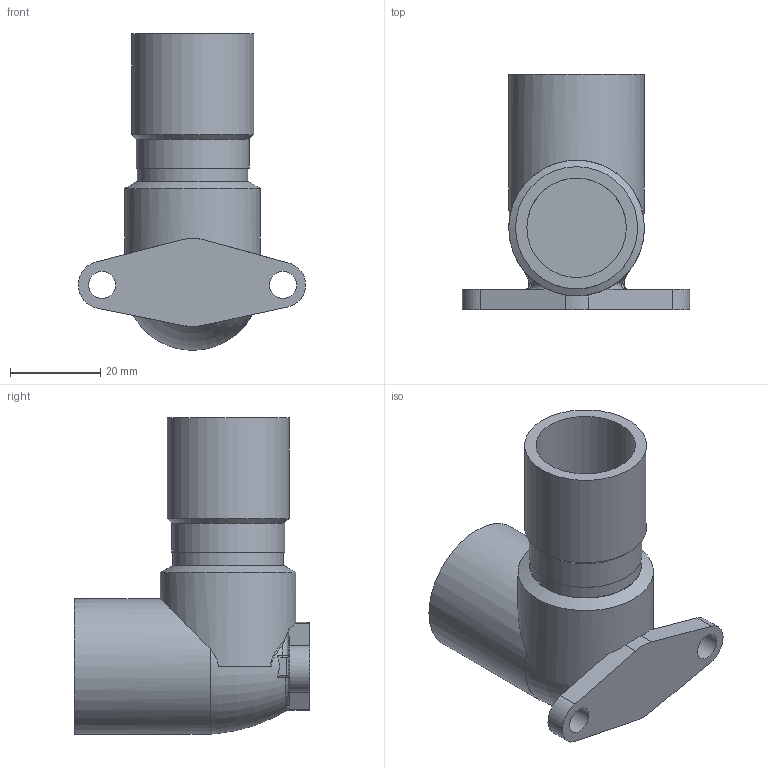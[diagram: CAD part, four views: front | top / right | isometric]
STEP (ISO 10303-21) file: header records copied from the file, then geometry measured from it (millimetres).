
FILE_DESCRIPTION(/* description */ ('Unknown'),/* implementation_level */ '2;1');
FILE_NAME(/* name */ 'F9R3-4DN22',/* time_stamp */ '2016-07-07T13:06:51+02:00',/* author */ ('Unknown'),/* organization */ ('Unknown'),/* preprocessor_version */ 'ST-DEVELOPER v16',/* originating_system */ 'DEX',/* authorisation */ $);
FILE_SCHEMA (('AUTOMOTIVE_DESIGN {1 0 10303 214 3 1 1}'));
Length unit declared in the file: millimetre
Products named in the file (1): F9R3-4DN22
Bounding box: 50.26 x 52 x 70 mm (x, y, z)
Volume: 27850.7 mm3; surface area: 16176.7 mm2
Topology: 1 solids, 1 shells, 70 faces, 176 edges, 110 vertices
Faces by surface type: plane 28, cylinder 22, bspline 10, torus 5, sphere 3, cone 2
Full cylindrical faces by diameter (mm): 6 x2, 21.5 x2, 22 x1, 24.117 x2, 24.5 x1, 25 x1, 27 x1, 30 x2
Entity records: 3238 total; most frequent: CARTESIAN_POINT 1226, ORIENTED_EDGE 302, DIRECTION 298, EDGE_CURVE 151, AXIS2_PLACEMENT_3D 130, VERTEX_POINT 102, EDGE_LOOP 93, FACE_BOUND 93
